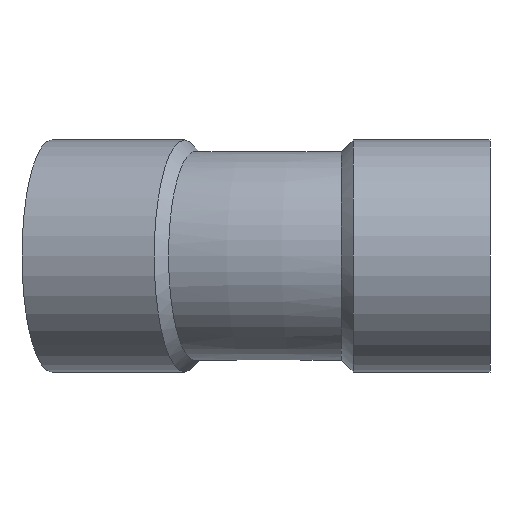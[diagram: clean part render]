
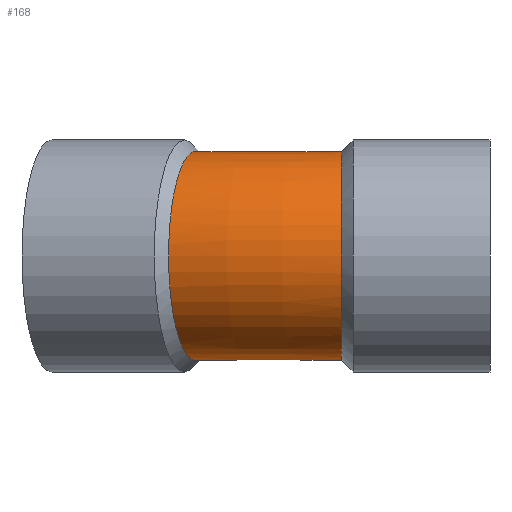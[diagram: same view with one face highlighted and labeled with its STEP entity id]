
A CAD part, left-side view. The second image highlights one B-rep face of the part: STEP entity #168.
In plain terms, the highlighted toroidal (fillet/blend) face has major radius 281.043 mm and minor radius 45 mm.
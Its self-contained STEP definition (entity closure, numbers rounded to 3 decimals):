
#27=TOROIDAL_SURFACE('',#201,281.043,45.);
#30=FACE_OUTER_BOUND('',#42,.T.);
#42=EDGE_LOOP('',(#126,#127,#128,#129,#130,#131));
#57=B_SPLINE_CURVE_WITH_KNOTS('',3,(#286,#287,#288,#289,#290,#291,#292,
#293,#294,#295,#296,#297,#298,#299,#300,#301,#302,#303,#304,#305),
 .UNSPECIFIED.,.F.,.F.,(4,2,2,2,2,2,2,2,2,4),(-28.361,-27.366,
-26.371,-24.612,-22.852,-21.093,
-19.334,-17.578,-15.822,-14.182),
 .UNSPECIFIED.);
#58=B_SPLINE_CURVE_WITH_KNOTS('',3,(#306,#307,#308,#309,#310,#311,#312,
#313,#314,#315,#316,#317,#318,#319,#320,#321,#322,#323,#324,#325),
 .UNSPECIFIED.,.F.,.F.,(4,2,2,2,2,2,2,2,2,4),(-14.182,-14.064,
-12.305,-10.545,-8.786,-7.028,
-5.271,-3.515,-1.758,0.),.UNSPECIFIED.);
#59=B_SPLINE_CURVE_WITH_KNOTS('',3,(#330,#331,#332,#333,#334,#335,#336,
#337,#338,#339,#340,#341,#342,#343,#344,#345,#346,#347,#348,#349),
 .UNSPECIFIED.,.F.,.F.,(4,2,2,2,2,2,2,2,2,4),(-14.181,-13.936,
-12.149,-10.365,-8.579,-6.85,
-5.151,-3.457,-1.747,0.),.UNSPECIFIED.);
#60=B_SPLINE_CURVE_WITH_KNOTS('',3,(#350,#351,#352,#353,#354,#355,#356,
#357,#358,#359,#360,#361,#362,#363,#364,#365,#366,#367,#368,#369),
 .UNSPECIFIED.,.F.,.F.,(4,2,2,2,2,2,2,2,2,4),(-28.36,-27.271,
-26.207,-24.42,-22.634,-20.832,
-19.085,-17.396,-15.732,-14.181),
 .UNSPECIFIED.);
#74=CIRCLE('',#202,236.043);
#86=VERTEX_POINT('',#283);
#87=VERTEX_POINT('',#285);
#88=VERTEX_POINT('',#327);
#89=VERTEX_POINT('',#329);
#101=EDGE_CURVE('',#87,#86,#57,.T.);
#102=EDGE_CURVE('',#86,#87,#58,.T.);
#103=EDGE_CURVE('',#86,#88,#74,.T.);
#104=EDGE_CURVE('',#88,#89,#59,.T.);
#105=EDGE_CURVE('',#89,#88,#60,.T.);
#126=ORIENTED_EDGE('',*,*,#101,.T.);
#127=ORIENTED_EDGE('',*,*,#103,.T.);
#128=ORIENTED_EDGE('',*,*,#104,.T.);
#129=ORIENTED_EDGE('',*,*,#105,.T.);
#130=ORIENTED_EDGE('',*,*,#103,.F.);
#131=ORIENTED_EDGE('',*,*,#102,.T.);
#168=ADVANCED_FACE('',(#30),#27,.T.);
#201=AXIS2_PLACEMENT_3D('',#326,#230,#231);
#202=AXIS2_PLACEMENT_3D('',#328,#232,#233);
#230=DIRECTION('center_axis',(0.,0.,-1.));
#231=DIRECTION('ref_axis',(-1.,0.,0.));
#232=DIRECTION('center_axis',(0.,0.,1.));
#233=DIRECTION('ref_axis',(-1.,0.,0.));
#283=CARTESIAN_POINT('',(51.812,115.299,0.));
#285=CARTESIAN_POINT('',(-35.157,138.509,0.));
#286=CARTESIAN_POINT('Ctrl Pts',(-35.157,138.509,0.));
#287=CARTESIAN_POINT('Ctrl Pts',(-35.157,138.509,-3.318));
#288=CARTESIAN_POINT('Ctrl Pts',(-34.802,138.414,-6.625));
#289=CARTESIAN_POINT('Ctrl Pts',(-33.397,138.039,-13.099));
#290=CARTESIAN_POINT('Ctrl Pts',(-32.351,137.759,-16.245));
#291=CARTESIAN_POINT('Ctrl Pts',(-28.558,136.746,-24.543));
#292=CARTESIAN_POINT('Ctrl Pts',(-25.158,135.838,-29.303));
#293=CARTESIAN_POINT('Ctrl Pts',(-16.784,133.601,-37.205));
#294=CARTESIAN_POINT('Ctrl Pts',(-11.89,132.294,-40.271));
#295=CARTESIAN_POINT('Ctrl Pts',(-1.241,129.452,-44.287));
#296=CARTESIAN_POINT('Ctrl Pts',(4.411,127.943,-45.199));
#297=CARTESIAN_POINT('Ctrl Pts',(15.731,124.922,-44.728));
#298=CARTESIAN_POINT('Ctrl Pts',(21.291,123.438,-43.351));
#299=CARTESIAN_POINT('Ctrl Pts',(31.583,120.693,-38.471));
#300=CARTESIAN_POINT('Ctrl Pts',(36.218,119.457,-35.017));
#301=CARTESIAN_POINT('Ctrl Pts',(43.947,117.396,-26.467));
#302=CARTESIAN_POINT('Ctrl Pts',(46.968,116.591,-21.453));
#303=CARTESIAN_POINT('Ctrl Pts',(50.853,115.555,-10.874));
#304=CARTESIAN_POINT('Ctrl Pts',(51.812,115.299,-5.458));
#305=CARTESIAN_POINT('Ctrl Pts',(51.812,115.299,0.));
#306=CARTESIAN_POINT('Ctrl Pts',(51.812,115.299,0.));
#307=CARTESIAN_POINT('Ctrl Pts',(51.812,115.299,0.393));
#308=CARTESIAN_POINT('Ctrl Pts',(51.807,115.301,0.785));
#309=CARTESIAN_POINT('Ctrl Pts',(51.649,115.343,7.04));
#310=CARTESIAN_POINT('Ctrl Pts',(50.395,115.677,12.816));
#311=CARTESIAN_POINT('Ctrl Pts',(45.815,116.898,23.547));
#312=CARTESIAN_POINT('Ctrl Pts',(42.532,117.773,28.398));
#313=CARTESIAN_POINT('Ctrl Pts',(34.355,119.953,36.521));
#314=CARTESIAN_POINT('Ctrl Pts',(29.54,121.238,39.716));
#315=CARTESIAN_POINT('Ctrl Pts',(19.002,124.049,44.014));
#316=CARTESIAN_POINT('Ctrl Pts',(13.38,125.549,45.077));
#317=CARTESIAN_POINT('Ctrl Pts',(2.061,128.57,44.914));
#318=CARTESIAN_POINT('Ctrl Pts',(-3.527,130.062,43.69));
#319=CARTESIAN_POINT('Ctrl Pts',(-13.937,132.841,39.096));
#320=CARTESIAN_POINT('Ctrl Pts',(-18.658,134.102,35.77));
#321=CARTESIAN_POINT('Ctrl Pts',(-26.605,136.224,27.432));
#322=CARTESIAN_POINT('Ctrl Pts',(-29.755,137.066,22.499));
#323=CARTESIAN_POINT('Ctrl Pts',(-34.051,138.213,11.661));
#324=CARTESIAN_POINT('Ctrl Pts',(-35.157,138.509,5.859));
#325=CARTESIAN_POINT('Ctrl Pts',(-35.157,138.509,0.));
#326=CARTESIAN_POINT('Origin',(281.043,59.,0.));
#327=CARTESIAN_POINT('',(45.052,63.948,0.));
#328=CARTESIAN_POINT('Origin',(281.043,59.,0.));
#329=CARTESIAN_POINT('',(-44.961,64.039,0.));
#330=CARTESIAN_POINT('Ctrl Pts',(45.052,63.948,0.));
#331=CARTESIAN_POINT('Ctrl Pts',(45.052,63.948,-0.816));
#332=CARTESIAN_POINT('Ctrl Pts',(45.03,63.948,-1.633));
#333=CARTESIAN_POINT('Ctrl Pts',(44.661,63.949,-8.397));
#334=CARTESIAN_POINT('Ctrl Pts',(43.159,63.951,-14.221));
#335=CARTESIAN_POINT('Ctrl Pts',(37.978,63.957,-24.937));
#336=CARTESIAN_POINT('Ctrl Pts',(34.354,63.962,-29.726));
#337=CARTESIAN_POINT('Ctrl Pts',(25.449,63.973,-37.619));
#338=CARTESIAN_POINT('Ctrl Pts',(20.256,63.979,-40.645));
#339=CARTESIAN_POINT('Ctrl Pts',(9.171,63.991,-44.44));
#340=CARTESIAN_POINT('Ctrl Pts',(3.409,63.997,-45.243));
#341=CARTESIAN_POINT('Ctrl Pts',(-8.002,64.008,-44.636));
#342=CARTESIAN_POINT('Ctrl Pts',(-13.551,64.013,-43.27));
#343=CARTESIAN_POINT('Ctrl Pts',(-23.833,64.022,-38.56));
#344=CARTESIAN_POINT('Ctrl Pts',(-28.478,64.026,-35.264));
#345=CARTESIAN_POINT('Ctrl Pts',(-36.345,64.032,-27.086));
#346=CARTESIAN_POINT('Ctrl Pts',(-39.481,64.035,-22.263));
#347=CARTESIAN_POINT('Ctrl Pts',(-43.831,64.038,-11.59));
#348=CARTESIAN_POINT('Ctrl Pts',(-44.961,64.039,-5.823));
#349=CARTESIAN_POINT('Ctrl Pts',(-44.961,64.039,0.));
#350=CARTESIAN_POINT('Ctrl Pts',(-44.961,64.039,0.));
#351=CARTESIAN_POINT('Ctrl Pts',(-44.961,64.039,3.632));
#352=CARTESIAN_POINT('Ctrl Pts',(-44.521,64.039,7.251));
#353=CARTESIAN_POINT('Ctrl Pts',(-42.802,64.037,14.22));
#354=CARTESIAN_POINT('Ctrl Pts',(-41.549,64.036,17.55));
#355=CARTESIAN_POINT('Ctrl Pts',(-37.178,64.033,25.987));
#356=CARTESIAN_POINT('Ctrl Pts',(-33.416,64.03,30.679));
#357=CARTESIAN_POINT('Ctrl Pts',(-24.283,64.022,38.324));
#358=CARTESIAN_POINT('Ctrl Pts',(-19.004,64.018,41.203));
#359=CARTESIAN_POINT('Ctrl Pts',(-7.584,64.007,44.753));
#360=CARTESIAN_POINT('Ctrl Pts',(-1.551,64.002,45.371));
#361=CARTESIAN_POINT('Ctrl Pts',(10.223,63.99,44.219));
#362=CARTESIAN_POINT('Ctrl Pts',(15.857,63.984,42.532));
#363=CARTESIAN_POINT('Ctrl Pts',(25.993,63.972,37.196));
#364=CARTESIAN_POINT('Ctrl Pts',(30.439,63.967,33.662));
#365=CARTESIAN_POINT('Ctrl Pts',(37.742,63.958,25.202));
#366=CARTESIAN_POINT('Ctrl Pts',(40.559,63.954,20.368));
#367=CARTESIAN_POINT('Ctrl Pts',(44.166,63.949,10.279));
#368=CARTESIAN_POINT('Ctrl Pts',(45.052,63.948,5.155));
#369=CARTESIAN_POINT('Ctrl Pts',(45.052,63.948,0.));
